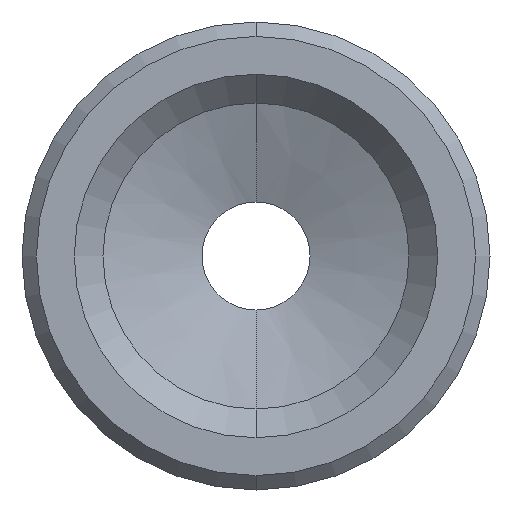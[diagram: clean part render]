
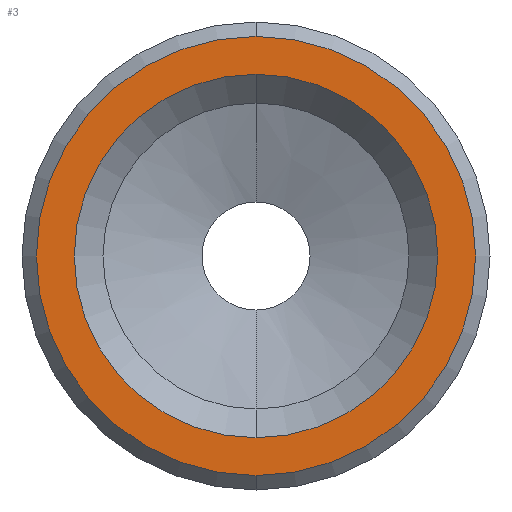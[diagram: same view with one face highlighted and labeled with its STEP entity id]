
A CAD part, front view. The second image highlights one B-rep face of the part: STEP entity #3.
In plain terms, the highlighted planar face has unit normal (0, -1, 0).
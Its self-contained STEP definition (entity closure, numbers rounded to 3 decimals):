
#1 = EDGE_CURVE ( 'NONE', #123, #24, #486, .T. ) ;
#2 = ORIENTED_EDGE ( 'NONE', *, *, #1, .F. ) ;
#3 = ADVANCED_FACE ( 'NONE', ( #487, #481 ), #480, .T. ) ;
#5 = ORIENTED_EDGE ( 'NONE', *, *, #181, .T. ) ;
#24 = VERTEX_POINT ( 'NONE', #509 ) ;
#32 = EDGE_LOOP ( 'NONE', ( #2, #33 ) ) ;
#33 = ORIENTED_EDGE ( 'NONE', *, *, #122, .F. ) ;
#43 = VERTEX_POINT ( 'NONE', #572 ) ;
#122 = EDGE_CURVE ( 'NONE', #24, #123, #784, .T. ) ;
#123 = VERTEX_POINT ( 'NONE', #670 ) ;
#129 = VERTEX_POINT ( 'NONE', #743 ) ;
#130 = EDGE_LOOP ( 'NONE', ( #131, #5 ) ) ;
#131 = ORIENTED_EDGE ( 'NONE', *, *, #132, .T. ) ;
#132 = EDGE_CURVE ( 'NONE', #43, #129, #742, .T. ) ;
#181 = EDGE_CURVE ( 'NONE', #129, #43, #811, .T. ) ;
#431 = DIRECTION ( 'NONE',  ( 0., 0., -1. ) ) ;
#432 = DIRECTION ( 'NONE',  ( 0., -1., 0. ) ) ;
#478 = CARTESIAN_POINT ( 'NONE',  ( 0., 0., 0. ) ) ;
#479 = AXIS2_PLACEMENT_3D ( 'NONE', #478, #432, #431 ) ;
#480 = PLANE ( 'NONE',  #479 ) ;
#481 = FACE_OUTER_BOUND ( 'NONE', #130, .T. ) ;
#482 = DIRECTION ( 'NONE',  ( 0., 0., -1. ) ) ;
#483 = DIRECTION ( 'NONE',  ( 0., -1., 0. ) ) ;
#484 = CARTESIAN_POINT ( 'NONE',  ( 0., 0., 0. ) ) ;
#485 = AXIS2_PLACEMENT_3D ( 'NONE', #484, #483, #482 ) ;
#486 = CIRCLE ( 'NONE', #485, 5.05 ) ;
#487 = FACE_BOUND ( 'NONE', #32, .T. ) ;
#509 = CARTESIAN_POINT ( 'NONE',  ( 0., 0., 5.05 ) ) ;
#572 = CARTESIAN_POINT ( 'NONE',  ( 0., 0., 6.1 ) ) ;
#670 = CARTESIAN_POINT ( 'NONE',  ( 0., 0., -5.05 ) ) ;
#738 = DIRECTION ( 'NONE',  ( 0., 0., -1. ) ) ;
#739 = DIRECTION ( 'NONE',  ( 0., -1., 0. ) ) ;
#740 = CARTESIAN_POINT ( 'NONE',  ( 0., 0., 0. ) ) ;
#741 = AXIS2_PLACEMENT_3D ( 'NONE', #740, #739, #738 ) ;
#742 = CIRCLE ( 'NONE', #741, 6.1 ) ;
#743 = CARTESIAN_POINT ( 'NONE',  ( 0., 0., -6.1 ) ) ;
#780 = DIRECTION ( 'NONE',  ( 0., 0., -1. ) ) ;
#781 = DIRECTION ( 'NONE',  ( 0., -1., 0. ) ) ;
#782 = CARTESIAN_POINT ( 'NONE',  ( 0., 0., 0. ) ) ;
#783 = AXIS2_PLACEMENT_3D ( 'NONE', #782, #781, #780 ) ;
#784 = CIRCLE ( 'NONE', #783, 5.05 ) ;
#808 = DIRECTION ( 'NONE',  ( 0., -1., 0. ) ) ;
#809 = CARTESIAN_POINT ( 'NONE',  ( 0., 0., 0. ) ) ;
#810 = AXIS2_PLACEMENT_3D ( 'NONE', #809, #808, #877 ) ;
#811 = CIRCLE ( 'NONE', #810, 6.1 ) ;
#877 = DIRECTION ( 'NONE',  ( 0., 0., -1. ) ) ;
